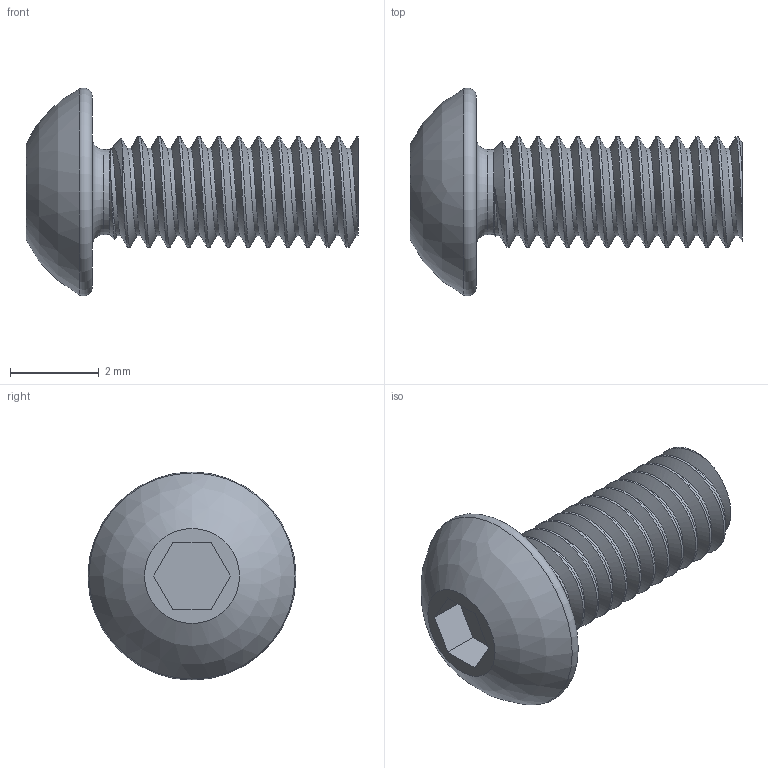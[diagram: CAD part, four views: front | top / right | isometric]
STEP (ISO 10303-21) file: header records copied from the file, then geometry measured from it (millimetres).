
FILE_DESCRIPTION(/* description */ (''),/* implementation_level */ '2;1');
FILE_NAME(/* name */ 'Y.JG.WJ.B00043 M2.5X6-C，圆头内六角H1.5，1018A，加硬，锌镍合金银色.stp',/* time_stamp */ '2024-04-09T09:23:21+08:00',/* author */ (''),/* organization */ (''),/* preprocessor_version */ 'ST-DEVELOPER v16.7',/* originating_system */ 'SIEMENS PLM Software NX 12.0',/* authorisation */ '');
FILE_SCHEMA (('AUTOMOTIVE_DESIGN { 1 0 10303 214 3 1 1 1 }'));
Length unit declared in the file: millimetre
Products named in the file (1): Y.JG.WJ.B00043 M2.5X6-C，圆头内六角H1.5，1
018A，加硬，锌镍合金银色_dwg
Bounding box: 7.5 x 4.7 x 4.7 mm (x, y, z)
Volume: 38.8 mm3; surface area: 113.5 mm2
Topology: 1 solids, 1 shells, 19 faces, 43 edges, 28 vertices
Faces by surface type: plane 10, cylinder 3, torus 2, bspline 2, sphere 1, cone 1
Full cylindrical faces by diameter (mm): 1.923 x1
Entity records: 3779 total; most frequent: CARTESIAN_POINT 3383, ORIENTED_EDGE 72, DIRECTION 68, EDGE_CURVE 36, AXIS2_PLACEMENT_3D 28, EDGE_LOOP 26, VERTEX_POINT 26, ADVANCED_FACE 19
